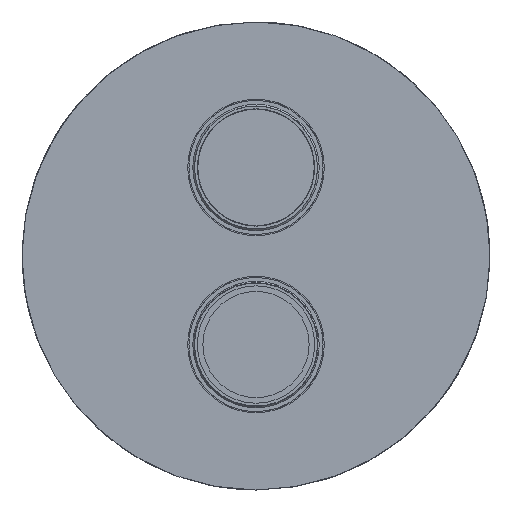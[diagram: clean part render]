
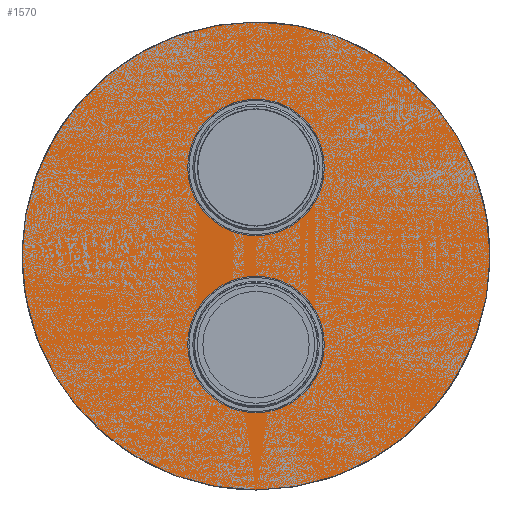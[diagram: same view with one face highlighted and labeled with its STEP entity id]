
A CAD part, top view. The second image highlights one B-rep face of the part: STEP entity #1570.
In plain terms, the highlighted planar face has unit normal (0, 0, 1).
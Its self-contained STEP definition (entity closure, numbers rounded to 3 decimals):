
#1511=CARTESIAN_POINT('Axis2P3D Location',(96.2,131.2,12.7)) ;
#1516=CARTESIAN_POINT('Axis2P3D Location',(0.,35.,12.7)) ;
#1520=CARTESIAN_POINT('Vertex',(0.,-57.5,12.7)) ;
#1522=CARTESIAN_POINT('Vertex',(0.,127.5,12.7)) ;
#1525=CARTESIAN_POINT('Axis2P3D Location',(0.,35.,12.7)) ;
#1534=CARTESIAN_POINT('Axis2P3D Location',(0.,0.,12.7)) ;
#1538=CARTESIAN_POINT('Vertex',(0.,-27.,12.7)) ;
#1540=CARTESIAN_POINT('Vertex',(0.,27.,12.7)) ;
#1543=CARTESIAN_POINT('Axis2P3D Location',(0.,0.,12.7)) ;
#1552=CARTESIAN_POINT('Axis2P3D Location',(0.,70.,12.7)) ;
#1556=CARTESIAN_POINT('Vertex',(0.,43.,12.7)) ;
#1558=CARTESIAN_POINT('Vertex',(0.,97.,12.7)) ;
#1561=CARTESIAN_POINT('Axis2P3D Location',(0.,70.,12.7)) ;
#1512=DIRECTION('Axis2P3D Direction',(-0.,-0.,-1.)) ;
#1513=DIRECTION('Axis2P3D XDirection',(0.,-1.,0.)) ;
#1517=DIRECTION('Axis2P3D Direction',(-0.,-0.,-1.)) ;
#1526=DIRECTION('Axis2P3D Direction',(-0.,-0.,-1.)) ;
#1535=DIRECTION('Axis2P3D Direction',(-0.,-0.,-1.)) ;
#1544=DIRECTION('Axis2P3D Direction',(-0.,-0.,-1.)) ;
#1553=DIRECTION('Axis2P3D Direction',(-0.,-0.,-1.)) ;
#1562=DIRECTION('Axis2P3D Direction',(-0.,-0.,-1.)) ;
#1514=AXIS2_PLACEMENT_3D('Plane Axis2P3D',#1511,#1512,#1513) ;
#1518=AXIS2_PLACEMENT_3D('Circle Axis2P3D',#1516,#1517,$) ;
#1527=AXIS2_PLACEMENT_3D('Circle Axis2P3D',#1525,#1526,$) ;
#1536=AXIS2_PLACEMENT_3D('Circle Axis2P3D',#1534,#1535,$) ;
#1545=AXIS2_PLACEMENT_3D('Circle Axis2P3D',#1543,#1544,$) ;
#1554=AXIS2_PLACEMENT_3D('Circle Axis2P3D',#1552,#1553,$) ;
#1563=AXIS2_PLACEMENT_3D('Circle Axis2P3D',#1561,#1562,$) ;
#1519=CIRCLE('generated circle',#1518,92.5) ;
#1528=CIRCLE('generated circle',#1527,92.5) ;
#1537=CIRCLE('generated circle',#1536,27.) ;
#1546=CIRCLE('generated circle',#1545,27.) ;
#1555=CIRCLE('generated circle',#1554,27.) ;
#1564=CIRCLE('generated circle',#1563,27.) ;
#1515=PLANE('',#1514) ;
#1551=FACE_BOUND('',#1548,.T.) ;
#1569=FACE_BOUND('',#1566,.T.) ;
#1524=EDGE_CURVE('',#1521,#1523,#1519,.F.) ;
#1529=EDGE_CURVE('',#1523,#1521,#1528,.F.) ;
#1542=EDGE_CURVE('',#1539,#1541,#1537,.T.) ;
#1547=EDGE_CURVE('',#1541,#1539,#1546,.T.) ;
#1560=EDGE_CURVE('',#1557,#1559,#1555,.T.) ;
#1565=EDGE_CURVE('',#1559,#1557,#1564,.T.) ;
#1531=ORIENTED_EDGE('',*,*,#1524,.T.) ;
#1532=ORIENTED_EDGE('',*,*,#1529,.T.) ;
#1549=ORIENTED_EDGE('',*,*,#1542,.T.) ;
#1550=ORIENTED_EDGE('',*,*,#1547,.T.) ;
#1567=ORIENTED_EDGE('',*,*,#1560,.T.) ;
#1568=ORIENTED_EDGE('',*,*,#1565,.T.) ;
#1530=EDGE_LOOP('',(#1531,#1532)) ;
#1548=EDGE_LOOP('',(#1549,#1550)) ;
#1566=EDGE_LOOP('',(#1567,#1568)) ;
#1521=VERTEX_POINT('',#1520) ;
#1523=VERTEX_POINT('',#1522) ;
#1539=VERTEX_POINT('',#1538) ;
#1541=VERTEX_POINT('',#1540) ;
#1557=VERTEX_POINT('',#1556) ;
#1559=VERTEX_POINT('',#1558) ;
#1570=ADVANCED_FACE('    MSBR6',(#1533,#1551,#1569),#1515,.F.) ;
#1533=FACE_OUTER_BOUND('',#1530,.T.) ;
